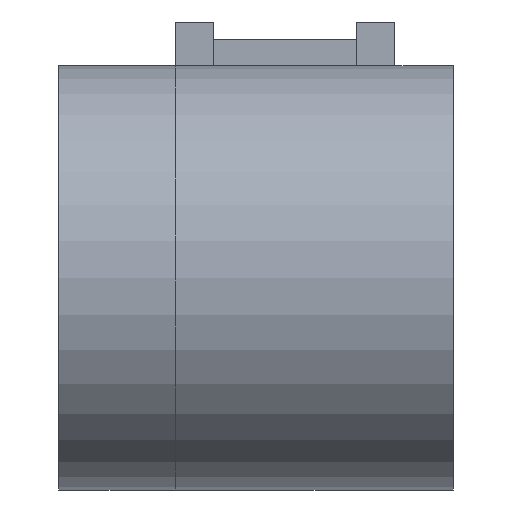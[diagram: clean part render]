
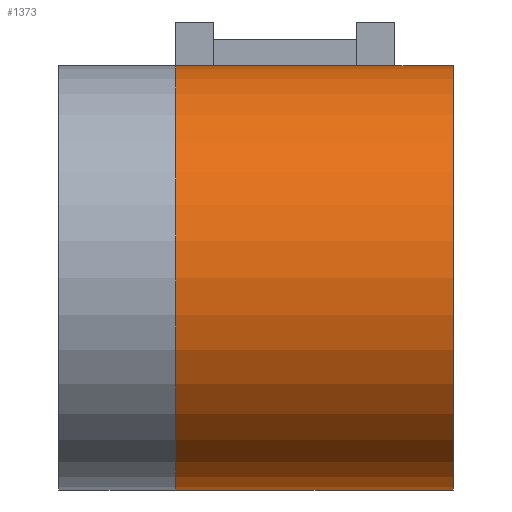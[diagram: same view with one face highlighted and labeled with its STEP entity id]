
A CAD part, left-side view. The second image highlights one B-rep face of the part: STEP entity #1373.
In plain terms, the highlighted cylindrical face has radius 7.25 mm (diameter 14.5 mm), a partial arc.
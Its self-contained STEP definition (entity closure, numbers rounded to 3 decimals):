
#73 = PLANE('',#74);
#74 = AXIS2_PLACEMENT_3D('',#75,#76,#77);
#75 = CARTESIAN_POINT('',(-18.1,-4.,7.25));
#76 = DIRECTION('',(0.,1.,0.));
#77 = DIRECTION('',(0.,0.,1.));
#153 = VERTEX_POINT('',#154);
#154 = CARTESIAN_POINT('',(-7.95,-4.,7.25));
#285 = VERTEX_POINT('',#286);
#286 = CARTESIAN_POINT('',(-7.95,-4.,-7.25));
#323 = PLANE('',#324);
#324 = AXIS2_PLACEMENT_3D('',#325,#326,#327);
#325 = CARTESIAN_POINT('',(-7.95,-4.,-7.25));
#326 = DIRECTION('',(0.,0.,1.));
#327 = DIRECTION('',(1.,0.,0.));
#687 = EDGE_CURVE('',#153,#285,#688,.T.);
#688 = SURFACE_CURVE('',#689,(#694,#705),.PCURVE_S1.);
#689 = CIRCLE('',#690,7.25);
#690 = AXIS2_PLACEMENT_3D('',#691,#692,#693);
#691 = CARTESIAN_POINT('',(-7.95,-4.,0.));
#692 = DIRECTION('',(0.,-1.,0.));
#693 = DIRECTION('',(1.,0.,0.));
#694 = PCURVE('',#73,#695);
#695 = DEFINITIONAL_REPRESENTATION('',(#696),#704);
#696 = ( BOUNDED_CURVE() B_SPLINE_CURVE(2,(#697,#698,#699,#700,#701,#702
,#703),.UNSPECIFIED.,.T.,.F.) B_SPLINE_CURVE_WITH_KNOTS((1,2,2,2,2,1),(
    -2.094,0.,2.094,4.189,6.283,
8.378),.UNSPECIFIED.) CURVE() GEOMETRIC_REPRESENTATION_ITEM() 
RATIONAL_B_SPLINE_CURVE((1.,0.5,1.,0.5,1.,0.5,1.)) REPRESENTATION_ITEM(
  '') );
#697 = CARTESIAN_POINT('',(-7.25,17.4));
#698 = CARTESIAN_POINT('',(5.307,17.4));
#699 = CARTESIAN_POINT('',(-0.971,6.525));
#700 = CARTESIAN_POINT('',(-7.25,-4.35));
#701 = CARTESIAN_POINT('',(-13.529,6.525));
#702 = CARTESIAN_POINT('',(-19.807,17.4));
#703 = CARTESIAN_POINT('',(-7.25,17.4));
#704 = ( GEOMETRIC_REPRESENTATION_CONTEXT(2) 
PARAMETRIC_REPRESENTATION_CONTEXT() REPRESENTATION_CONTEXT('2D SPACE',''
  ) );
#705 = PCURVE('',#706,#711);
#706 = CYLINDRICAL_SURFACE('',#707,7.25);
#707 = AXIS2_PLACEMENT_3D('',#708,#709,#710);
#708 = CARTESIAN_POINT('',(-7.95,-4.,0.));
#709 = DIRECTION('',(0.,1.,0.));
#710 = DIRECTION('',(1.,0.,0.));
#711 = DEFINITIONAL_REPRESENTATION('',(#712),#716);
#712 = LINE('',#713,#714);
#713 = CARTESIAN_POINT('',(0.,0.));
#714 = VECTOR('',#715,1.);
#715 = DIRECTION('',(-1.,0.));
#716 = ( GEOMETRIC_REPRESENTATION_CONTEXT(2) 
PARAMETRIC_REPRESENTATION_CONTEXT() REPRESENTATION_CONTEXT('2D SPACE',''
  ) );
#928 = PLANE('',#929);
#929 = AXIS2_PLACEMENT_3D('',#930,#931,#932);
#930 = CARTESIAN_POINT('',(-7.95,-4.,7.25));
#931 = DIRECTION('',(1.,0.,0.));
#932 = DIRECTION('',(0.,-1.,0.));
#1085 = EDGE_CURVE('',#285,#1086,#1088,.T.);
#1086 = VERTEX_POINT('',#1087);
#1087 = CARTESIAN_POINT('',(-7.95,-13.5,-7.25));
#1088 = SURFACE_CURVE('',#1089,(#1093,#1100),.PCURVE_S1.);
#1089 = LINE('',#1090,#1091);
#1090 = CARTESIAN_POINT('',(-7.95,-4.,-7.25));
#1091 = VECTOR('',#1092,1.);
#1092 = DIRECTION('',(0.,-1.,0.));
#1093 = PCURVE('',#323,#1094);
#1094 = DEFINITIONAL_REPRESENTATION('',(#1095),#1099);
#1095 = LINE('',#1096,#1097);
#1096 = CARTESIAN_POINT('',(0.,0.));
#1097 = VECTOR('',#1098,1.);
#1098 = DIRECTION('',(0.,-1.));
#1099 = ( GEOMETRIC_REPRESENTATION_CONTEXT(2) 
PARAMETRIC_REPRESENTATION_CONTEXT() REPRESENTATION_CONTEXT('2D SPACE',''
  ) );
#1100 = PCURVE('',#706,#1101);
#1101 = DEFINITIONAL_REPRESENTATION('',(#1102),#1106);
#1102 = LINE('',#1103,#1104);
#1103 = CARTESIAN_POINT('',(-4.712,0.));
#1104 = VECTOR('',#1105,1.);
#1105 = DIRECTION('',(0.,-1.));
#1106 = ( GEOMETRIC_REPRESENTATION_CONTEXT(2) 
PARAMETRIC_REPRESENTATION_CONTEXT() REPRESENTATION_CONTEXT('2D SPACE',''
  ) );
#1124 = PLANE('',#1125);
#1125 = AXIS2_PLACEMENT_3D('',#1126,#1127,#1128);
#1126 = CARTESIAN_POINT('',(-7.95,-13.5,7.25));
#1127 = DIRECTION('',(0.,1.,0.));
#1128 = DIRECTION('',(0.,0.,1.));
#1373 = ADVANCED_FACE('',(#1374),#706,.T.);
#1374 = FACE_BOUND('',#1375,.F.);
#1375 = EDGE_LOOP('',(#1376,#1399,#1427,#1455,#1483,#1509,#1510));
#1376 = ORIENTED_EDGE('',*,*,#1377,.T.);
#1377 = EDGE_CURVE('',#153,#1378,#1380,.T.);
#1378 = VERTEX_POINT('',#1379);
#1379 = CARTESIAN_POINT('',(-7.95,-5.3,7.25));
#1380 = SURFACE_CURVE('',#1381,(#1385,#1392),.PCURVE_S1.);
#1381 = LINE('',#1382,#1383);
#1382 = CARTESIAN_POINT('',(-7.95,-4.,7.25));
#1383 = VECTOR('',#1384,1.);
#1384 = DIRECTION('',(0.,-1.,0.));
#1385 = PCURVE('',#706,#1386);
#1386 = DEFINITIONAL_REPRESENTATION('',(#1387),#1391);
#1387 = LINE('',#1388,#1389);
#1388 = CARTESIAN_POINT('',(-1.571,0.));
#1389 = VECTOR('',#1390,1.);
#1390 = DIRECTION('',(0.,-1.));
#1391 = ( GEOMETRIC_REPRESENTATION_CONTEXT(2) 
PARAMETRIC_REPRESENTATION_CONTEXT() REPRESENTATION_CONTEXT('2D SPACE',''
  ) );
#1392 = PCURVE('',#928,#1393);
#1393 = DEFINITIONAL_REPRESENTATION('',(#1394),#1398);
#1394 = LINE('',#1395,#1396);
#1395 = CARTESIAN_POINT('',(0.,0.));
#1396 = VECTOR('',#1397,1.);
#1397 = DIRECTION('',(1.,0.));
#1398 = ( GEOMETRIC_REPRESENTATION_CONTEXT(2) 
PARAMETRIC_REPRESENTATION_CONTEXT() REPRESENTATION_CONTEXT('2D SPACE',''
  ) );
#1399 = ORIENTED_EDGE('',*,*,#1400,.T.);
#1400 = EDGE_CURVE('',#1378,#1401,#1403,.T.);
#1401 = VERTEX_POINT('',#1402);
#1402 = CARTESIAN_POINT('',(-7.95,-10.2,7.25));
#1403 = SURFACE_CURVE('',#1404,(#1408,#1415),.PCURVE_S1.);
#1404 = LINE('',#1405,#1406);
#1405 = CARTESIAN_POINT('',(-7.95,-4.,7.25));
#1406 = VECTOR('',#1407,1.);
#1407 = DIRECTION('',(0.,-1.,0.));
#1408 = PCURVE('',#706,#1409);
#1409 = DEFINITIONAL_REPRESENTATION('',(#1410),#1414);
#1410 = LINE('',#1411,#1412);
#1411 = CARTESIAN_POINT('',(-1.571,0.));
#1412 = VECTOR('',#1413,1.);
#1413 = DIRECTION('',(0.,-1.));
#1414 = ( GEOMETRIC_REPRESENTATION_CONTEXT(2) 
PARAMETRIC_REPRESENTATION_CONTEXT() REPRESENTATION_CONTEXT('2D SPACE',''
  ) );
#1415 = PCURVE('',#1416,#1421);
#1416 = PLANE('',#1417);
#1417 = AXIS2_PLACEMENT_3D('',#1418,#1419,#1420);
#1418 = CARTESIAN_POINT('',(-7.95,-10.2,7.25));
#1419 = DIRECTION('',(-1.,0.,0.));
#1420 = DIRECTION('',(0.,1.,0.));
#1421 = DEFINITIONAL_REPRESENTATION('',(#1422),#1426);
#1422 = LINE('',#1423,#1424);
#1423 = CARTESIAN_POINT('',(6.2,0.));
#1424 = VECTOR('',#1425,1.);
#1425 = DIRECTION('',(-1.,0.));
#1426 = ( GEOMETRIC_REPRESENTATION_CONTEXT(2) 
PARAMETRIC_REPRESENTATION_CONTEXT() REPRESENTATION_CONTEXT('2D SPACE',''
  ) );
#1427 = ORIENTED_EDGE('',*,*,#1428,.T.);
#1428 = EDGE_CURVE('',#1401,#1429,#1431,.T.);
#1429 = VERTEX_POINT('',#1430);
#1430 = CARTESIAN_POINT('',(-7.95,-11.5,7.25));
#1431 = SURFACE_CURVE('',#1432,(#1436,#1443),.PCURVE_S1.);
#1432 = LINE('',#1433,#1434);
#1433 = CARTESIAN_POINT('',(-7.95,-4.,7.25));
#1434 = VECTOR('',#1435,1.);
#1435 = DIRECTION('',(0.,-1.,0.));
#1436 = PCURVE('',#706,#1437);
#1437 = DEFINITIONAL_REPRESENTATION('',(#1438),#1442);
#1438 = LINE('',#1439,#1440);
#1439 = CARTESIAN_POINT('',(-1.571,0.));
#1440 = VECTOR('',#1441,1.);
#1441 = DIRECTION('',(0.,-1.));
#1442 = ( GEOMETRIC_REPRESENTATION_CONTEXT(2) 
PARAMETRIC_REPRESENTATION_CONTEXT() REPRESENTATION_CONTEXT('2D SPACE',''
  ) );
#1443 = PCURVE('',#1444,#1449);
#1444 = PLANE('',#1445);
#1445 = AXIS2_PLACEMENT_3D('',#1446,#1447,#1448);
#1446 = CARTESIAN_POINT('',(-7.95,-10.2,7.25));
#1447 = DIRECTION('',(1.,0.,0.));
#1448 = DIRECTION('',(0.,-1.,0.));
#1449 = DEFINITIONAL_REPRESENTATION('',(#1450),#1454);
#1450 = LINE('',#1451,#1452);
#1451 = CARTESIAN_POINT('',(-6.2,0.));
#1452 = VECTOR('',#1453,1.);
#1453 = DIRECTION('',(1.,0.));
#1454 = ( GEOMETRIC_REPRESENTATION_CONTEXT(2) 
PARAMETRIC_REPRESENTATION_CONTEXT() REPRESENTATION_CONTEXT('2D SPACE',''
  ) );
#1455 = ORIENTED_EDGE('',*,*,#1456,.T.);
#1456 = EDGE_CURVE('',#1429,#1457,#1459,.T.);
#1457 = VERTEX_POINT('',#1458);
#1458 = CARTESIAN_POINT('',(-7.95,-13.5,7.25));
#1459 = SURFACE_CURVE('',#1460,(#1464,#1471),.PCURVE_S1.);
#1460 = LINE('',#1461,#1462);
#1461 = CARTESIAN_POINT('',(-7.95,-4.,7.25));
#1462 = VECTOR('',#1463,1.);
#1463 = DIRECTION('',(0.,-1.,0.));
#1464 = PCURVE('',#706,#1465);
#1465 = DEFINITIONAL_REPRESENTATION('',(#1466),#1470);
#1466 = LINE('',#1467,#1468);
#1467 = CARTESIAN_POINT('',(-1.571,0.));
#1468 = VECTOR('',#1469,1.);
#1469 = DIRECTION('',(0.,-1.));
#1470 = ( GEOMETRIC_REPRESENTATION_CONTEXT(2) 
PARAMETRIC_REPRESENTATION_CONTEXT() REPRESENTATION_CONTEXT('2D SPACE',''
  ) );
#1471 = PCURVE('',#1472,#1477);
#1472 = PLANE('',#1473);
#1473 = AXIS2_PLACEMENT_3D('',#1474,#1475,#1476);
#1474 = CARTESIAN_POINT('',(-7.95,-4.,7.25));
#1475 = DIRECTION('',(0.,0.,1.));
#1476 = DIRECTION('',(1.,0.,0.));
#1477 = DEFINITIONAL_REPRESENTATION('',(#1478),#1482);
#1478 = LINE('',#1479,#1480);
#1479 = CARTESIAN_POINT('',(0.,0.));
#1480 = VECTOR('',#1481,1.);
#1481 = DIRECTION('',(0.,-1.));
#1482 = ( GEOMETRIC_REPRESENTATION_CONTEXT(2) 
PARAMETRIC_REPRESENTATION_CONTEXT() REPRESENTATION_CONTEXT('2D SPACE',''
  ) );
#1483 = ORIENTED_EDGE('',*,*,#1484,.T.);
#1484 = EDGE_CURVE('',#1457,#1086,#1485,.T.);
#1485 = SURFACE_CURVE('',#1486,(#1491,#1498),.PCURVE_S1.);
#1486 = CIRCLE('',#1487,7.25);
#1487 = AXIS2_PLACEMENT_3D('',#1488,#1489,#1490);
#1488 = CARTESIAN_POINT('',(-7.95,-13.5,0.)
  );
#1489 = DIRECTION('',(0.,-1.,0.));
#1490 = DIRECTION('',(1.,0.,0.));
#1491 = PCURVE('',#706,#1492);
#1492 = DEFINITIONAL_REPRESENTATION('',(#1493),#1497);
#1493 = LINE('',#1494,#1495);
#1494 = CARTESIAN_POINT('',(0.,-9.5));
#1495 = VECTOR('',#1496,1.);
#1496 = DIRECTION('',(-1.,0.));
#1497 = ( GEOMETRIC_REPRESENTATION_CONTEXT(2) 
PARAMETRIC_REPRESENTATION_CONTEXT() REPRESENTATION_CONTEXT('2D SPACE',''
  ) );
#1498 = PCURVE('',#1124,#1499);
#1499 = DEFINITIONAL_REPRESENTATION('',(#1500),#1508);
#1500 = ( BOUNDED_CURVE() B_SPLINE_CURVE(2,(#1501,#1502,#1503,#1504,
#1505,#1506,#1507),.UNSPECIFIED.,.T.,.F.) B_SPLINE_CURVE_WITH_KNOTS((1,2
    ,2,2,2,1),(-2.094,0.,2.094,4.189,
6.283,8.378),.UNSPECIFIED.) CURVE() 
GEOMETRIC_REPRESENTATION_ITEM() RATIONAL_B_SPLINE_CURVE((1.,0.5,1.,0.5,
1.,0.5,1.)) REPRESENTATION_ITEM('') );
#1501 = CARTESIAN_POINT('',(-7.25,7.25));
#1502 = CARTESIAN_POINT('',(5.307,7.25));
#1503 = CARTESIAN_POINT('',(-0.971,-3.625));
#1504 = CARTESIAN_POINT('',(-7.25,-14.5));
#1505 = CARTESIAN_POINT('',(-13.529,-3.625));
#1506 = CARTESIAN_POINT('',(-19.807,7.25));
#1507 = CARTESIAN_POINT('',(-7.25,7.25));
#1508 = ( GEOMETRIC_REPRESENTATION_CONTEXT(2) 
PARAMETRIC_REPRESENTATION_CONTEXT() REPRESENTATION_CONTEXT('2D SPACE',''
  ) );
#1509 = ORIENTED_EDGE('',*,*,#1085,.F.);
#1510 = ORIENTED_EDGE('',*,*,#687,.F.);
